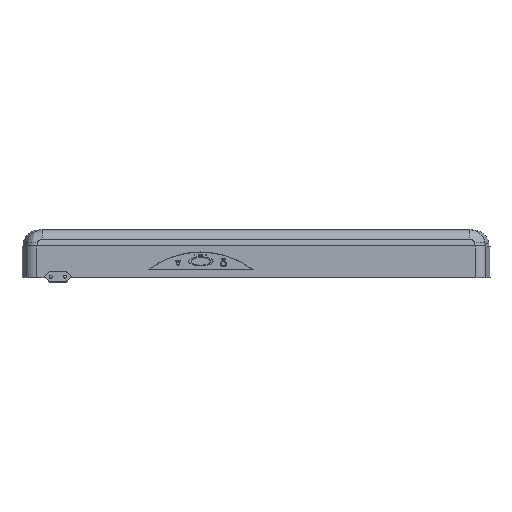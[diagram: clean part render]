
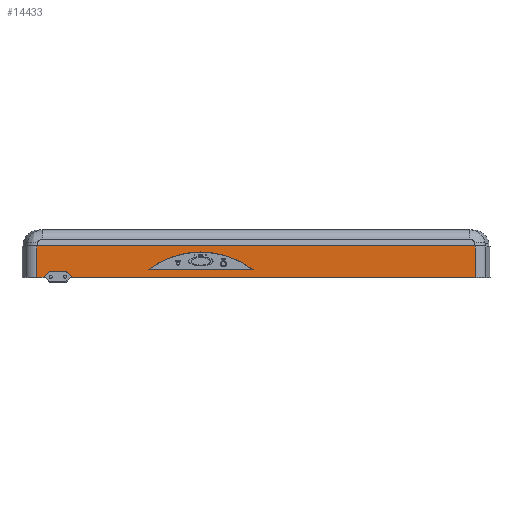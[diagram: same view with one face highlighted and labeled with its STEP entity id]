
A CAD part, top view. The second image highlights one B-rep face of the part: STEP entity #14433.
In plain terms, the highlighted planar face has unit normal (0, 0, 1).
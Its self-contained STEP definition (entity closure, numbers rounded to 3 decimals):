
#52 = CARTESIAN_POINT ( 'NONE',  ( 285.621, 0., 37.5 ) ) ;
#104 = EDGE_CURVE ( 'NONE', #3231, #21698, #22422, .T. ) ;
#369 = VERTEX_POINT ( 'NONE', #3053 ) ;
#515 = DIRECTION ( 'NONE',  ( 1., 0., 0. ) ) ;
#1293 = EDGE_CURVE ( 'NONE', #17570, #369, #14041, .T. ) ;
#1392 = DIRECTION ( 'NONE',  ( 0., 0., -1. ) ) ;
#1415 = VERTEX_POINT ( 'NONE', #52 ) ;
#2699 = LINE ( 'NONE', #3652, #11420 ) ;
#2955 = FACE_OUTER_BOUND ( 'NONE', #16778, .T. ) ;
#3053 = CARTESIAN_POINT ( 'NONE',  ( -3.411, 9.8, 37.5 ) ) ;
#3155 = VERTEX_POINT ( 'NONE', #20036 ) ;
#3231 = VERTEX_POINT ( 'NONE', #11256 ) ;
#3517 = CARTESIAN_POINT ( 'NONE',  ( -285.621, 41., 37.5 ) ) ;
#3652 = CARTESIAN_POINT ( 'NONE',  ( -285.621, 0., 37.5 ) ) ;
#3754 = VECTOR ( 'NONE', #5440, 1000. ) ;
#4309 = VECTOR ( 'NONE', #6886, 1000. ) ;
#4600 = VECTOR ( 'NONE', #12590, 1000. ) ;
#5115 = VECTOR ( 'NONE', #13471, 1000. ) ;
#5285 = ORIENTED_EDGE ( 'NONE', *, *, #8691, .F. ) ;
#5440 = DIRECTION ( 'NONE',  ( 1., 0., 0. ) ) ;
#5507 = CARTESIAN_POINT ( 'NONE',  ( -285.621, 41., 37.5 ) ) ;
#5687 = EDGE_CURVE ( 'NONE', #16420, #1415, #2699, .T. ) ;
#6194 = CARTESIAN_POINT ( 'NONE',  ( -140.589, 9.8, 37.5 ) ) ;
#6291 = EDGE_CURVE ( 'NONE', #21698, #6622, #16498, .T. ) ;
#6622 = VERTEX_POINT ( 'NONE', #7882 ) ;
#6886 = DIRECTION ( 'NONE',  ( 0., -1., 0. ) ) ;
#6999 = CIRCLE ( 'NONE', #19164, 3. ) ;
#7291 = ORIENTED_EDGE ( 'NONE', *, *, #13666, .F. ) ;
#7567 = FACE_BOUND ( 'NONE', #18945, .T. ) ;
#7659 = CARTESIAN_POINT ( 'NONE',  ( -72., -79.022, 37.5 ) ) ;
#7882 = CARTESIAN_POINT ( 'NONE',  ( -261., 0., 37.5 ) ) ;
#7996 = ORIENTED_EDGE ( 'NONE', *, *, #10659, .F. ) ;
#8146 = CARTESIAN_POINT ( 'NONE',  ( -3.411, 9.8, 37.5 ) ) ;
#8691 = EDGE_CURVE ( 'NONE', #16420, #6622, #6999, .T. ) ;
#9013 = CIRCLE ( 'NONE', #10823, 112.222 ) ;
#9412 = DIRECTION ( 'NONE',  ( 1., 0., 0. ) ) ;
#10452 = ORIENTED_EDGE ( 'NONE', *, *, #6291, .T. ) ;
#10657 = ORIENTED_EDGE ( 'NONE', *, *, #5687, .T. ) ;
#10659 = EDGE_CURVE ( 'NONE', #369, #17570, #9013, .T. ) ;
#10823 = AXIS2_PLACEMENT_3D ( 'NONE', #7659, #19748, #9412 ) ;
#10940 = DIRECTION ( 'NONE',  ( 0., 0., 1. ) ) ;
#11256 = CARTESIAN_POINT ( 'NONE',  ( -285.621, 41., 37.5 ) ) ;
#11420 = VECTOR ( 'NONE', #12321, 1000. ) ;
#12321 = DIRECTION ( 'NONE',  ( 1., 0., 0. ) ) ;
#12590 = DIRECTION ( 'NONE',  ( 1., 0., 0. ) ) ;
#13471 = DIRECTION ( 'NONE',  ( 0., -1., 0. ) ) ;
#13545 = DIRECTION ( 'NONE',  ( -1., 0., 0. ) ) ;
#13567 = LINE ( 'NONE', #15516, #4309 ) ;
#13666 = EDGE_CURVE ( 'NONE', #3231, #3155, #18418, .T. ) ;
#14016 = EDGE_CURVE ( 'NONE', #3155, #1415, #13567, .T. ) ;
#14041 = LINE ( 'NONE', #8146, #18635 ) ;
#14433 = ADVANCED_FACE ( 'NONE', ( #7567, #2955 ), #22115, .F. ) ;
#15516 = CARTESIAN_POINT ( 'NONE',  ( 285.621, 41., 37.5 ) ) ;
#15821 = CARTESIAN_POINT ( 'NONE',  ( -285.621, 0., 37.5 ) ) ;
#16420 = VERTEX_POINT ( 'NONE', #18795 ) ;
#16498 = LINE ( 'NONE', #15821, #3754 ) ;
#16778 = EDGE_LOOP ( 'NONE', ( #10452, #5285, #10657, #17987, #7291, #22074 ) ) ;
#16851 = CARTESIAN_POINT ( 'NONE',  ( -285.621, 41., 37.5 ) ) ;
#17570 = VERTEX_POINT ( 'NONE', #6194 ) ;
#17617 = ORIENTED_EDGE ( 'NONE', *, *, #1293, .F. ) ;
#17987 = ORIENTED_EDGE ( 'NONE', *, *, #14016, .F. ) ;
#18369 = AXIS2_PLACEMENT_3D ( 'NONE', #16851, #1392, #13545 ) ;
#18418 = LINE ( 'NONE', #5507, #4600 ) ;
#18635 = VECTOR ( 'NONE', #20207, 1000. ) ;
#18795 = CARTESIAN_POINT ( 'NONE',  ( -255., 0., 37.5 ) ) ;
#18945 = EDGE_LOOP ( 'NONE', ( #17617, #7996 ) ) ;
#19164 = AXIS2_PLACEMENT_3D ( 'NONE', #21217, #10940, #515 ) ;
#19748 = DIRECTION ( 'NONE',  ( 0., 0., 1. ) ) ;
#20036 = CARTESIAN_POINT ( 'NONE',  ( 285.621, 41., 37.5 ) ) ;
#20207 = DIRECTION ( 'NONE',  ( 1., 0., 0. ) ) ;
#21217 = CARTESIAN_POINT ( 'NONE',  ( -258., 0., 37.5 ) ) ;
#21579 = CARTESIAN_POINT ( 'NONE',  ( -285.621, 0., 37.5 ) ) ;
#21698 = VERTEX_POINT ( 'NONE', #21579 ) ;
#22074 = ORIENTED_EDGE ( 'NONE', *, *, #104, .T. ) ;
#22115 = PLANE ( 'NONE',  #18369 ) ;
#22422 = LINE ( 'NONE', #3517, #5115 ) ;
